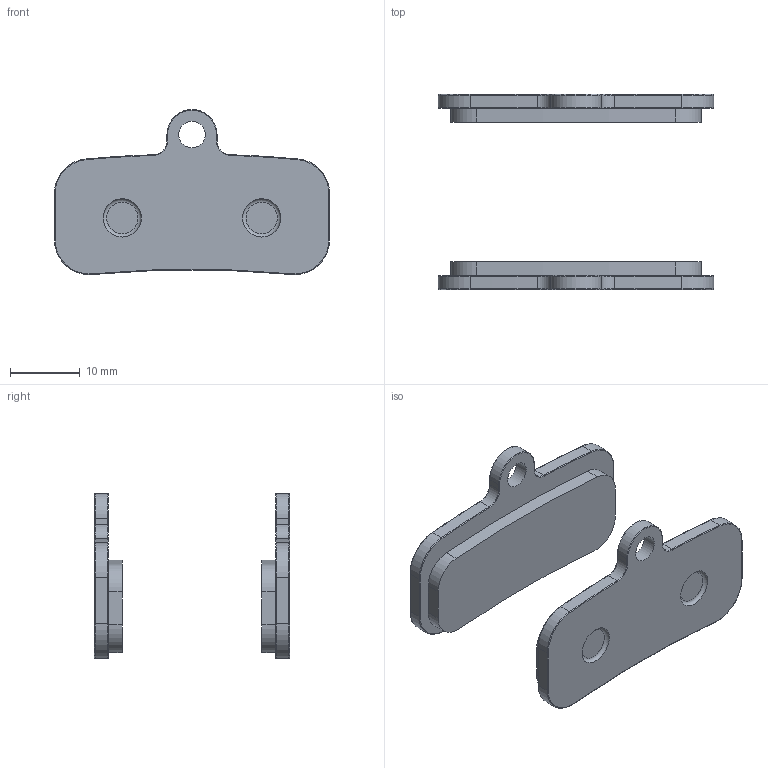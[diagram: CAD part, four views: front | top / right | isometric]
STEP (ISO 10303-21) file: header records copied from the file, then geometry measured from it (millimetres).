
FILE_DESCRIPTION(('STEP AP214'),'1');
FILE_NAME('Brakepad XT 8120 9120 Saint.stp','2022-02-07T06:33:09',(' '),(' '),'Spatial InterOp 3D',' ',' ');
FILE_SCHEMA(('AUTOMOTIVE_DESIGN { 1 0 10303 214 1 1 1 1 }'));
Length unit declared in the file: metre
Products named in the file (2): 1644215192; 1644215297
Bounding box: 39.5 x 28 x 23.69 mm (x, y, z)
Volume: 4393.6 mm3; surface area: 3522 mm2
Topology: 2 solids, 2 shells, 116 faces, 262 edges, 156 vertices
Faces by surface type: cylinder 50, torus 44, plane 22
Full cylindrical faces by diameter (mm): 3.8 x2
Entity records: 4208 total; most frequent: DIRECTION 664, CARTESIAN_POINT 530, ORIENTED_EDGE 512, AXIS2_PLACEMENT_3D 290, EDGE_CURVE 256, CIRCLE 172, VERTEX_POINT 156, EDGE_LOOP 132
